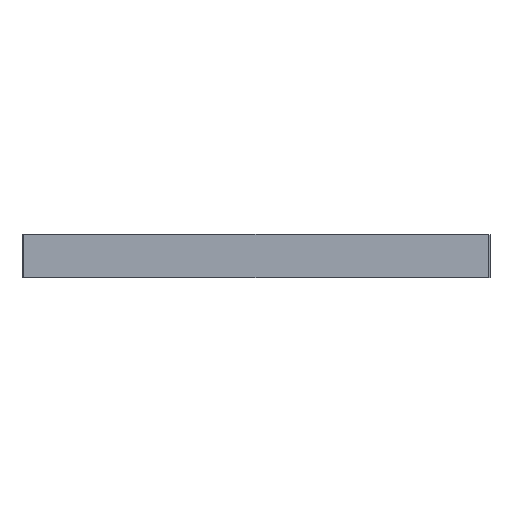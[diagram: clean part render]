
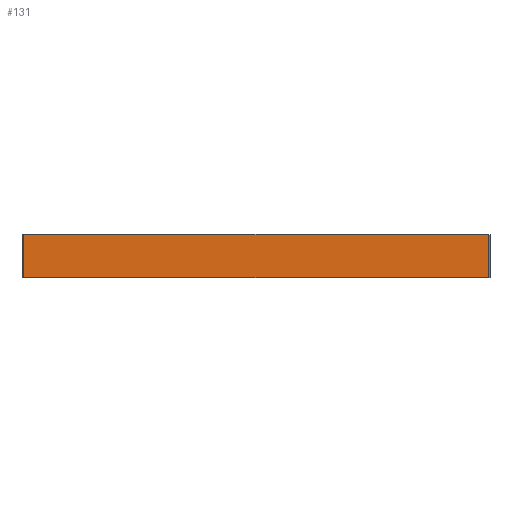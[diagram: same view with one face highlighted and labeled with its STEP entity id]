
A CAD part, front view. The second image highlights one B-rep face of the part: STEP entity #131.
In plain terms, the highlighted planar face has unit normal (0, -1, 0).
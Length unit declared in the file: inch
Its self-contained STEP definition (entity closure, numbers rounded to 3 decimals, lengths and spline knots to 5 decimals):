
#131=ADVANCED_FACE('',(#295),#2195,.T.);
#295=FACE_OUTER_BOUND('',#460,.T.);
#460=EDGE_LOOP('',(#820,#821,#822,#823));
#820=ORIENTED_EDGE('',*,*,#1369,.F.);
#821=ORIENTED_EDGE('',*,*,#1370,.F.);
#822=ORIENTED_EDGE('',*,*,#1363,.T.);
#823=ORIENTED_EDGE('',*,*,#1368,.T.);
#1363=EDGE_CURVE('',#1993,#1995,#1699,.T.);
#1368=EDGE_CURVE('',#1995,#1998,#1704,.T.);
#1369=EDGE_CURVE('',#1999,#1998,#1705,.T.);
#1370=EDGE_CURVE('',#1993,#1999,#1706,.T.);
#1699=B_SPLINE_CURVE_WITH_KNOTS('',1,(#3141,#3142),.UNSPECIFIED.,.F.,.F.,
(2,2),(-69.5,0.),.UNSPECIFIED.);
#1704=B_SPLINE_CURVE_WITH_KNOTS('',1,(#3151,#3152),.UNSPECIFIED.,.F.,.F.,
(2,2),(-6.4375,0.),.UNSPECIFIED.);
#1705=B_SPLINE_CURVE_WITH_KNOTS('',1,(#3153,#3154),.UNSPECIFIED.,.F.,.F.,
(2,2),(-69.5,0.),.UNSPECIFIED.);
#1706=B_SPLINE_CURVE_WITH_KNOTS('',1,(#3155,#3156),.UNSPECIFIED.,.F.,.F.,
(2,2),(-6.4375,0.),.UNSPECIFIED.);
#1993=VERTEX_POINT('',#3116);
#1995=VERTEX_POINT('',#3118);
#1998=VERTEX_POINT('',#3121);
#1999=VERTEX_POINT('',#3122);
#2195=PLANE('',#2450);
#2450=AXIS2_PLACEMENT_3D('',#3104,#2617,$);
#2617=DIRECTION('',(0.,-1.,0.));
#3104=CARTESIAN_POINT('',(41.70012,-337.28222,-0.36165));
#3116=CARTESIAN_POINT('',(-34.75,-337.28222,0.28222));
#3118=CARTESIAN_POINT('',(34.75,-337.28222,0.28222));
#3121=CARTESIAN_POINT('',(34.75,-337.28222,6.71972));
#3122=CARTESIAN_POINT('',(-34.75,-337.28222,6.71972));
#3141=CARTESIAN_POINT('',(-34.75,-337.28222,0.28222));
#3142=CARTESIAN_POINT('',(34.75,-337.28222,0.28222));
#3151=CARTESIAN_POINT('',(34.75,-337.28222,0.28222));
#3152=CARTESIAN_POINT('',(34.75,-337.28222,6.71972));
#3153=CARTESIAN_POINT('',(-34.75,-337.28222,6.71972));
#3154=CARTESIAN_POINT('',(34.75,-337.28222,6.71972));
#3155=CARTESIAN_POINT('',(-34.75,-337.28222,0.28222));
#3156=CARTESIAN_POINT('',(-34.75,-337.28222,6.71972));
